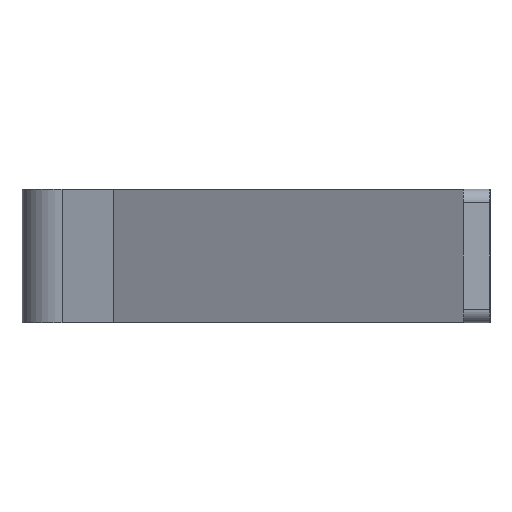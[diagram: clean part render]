
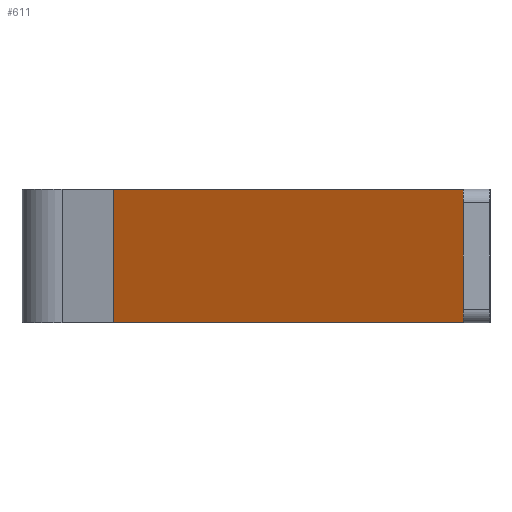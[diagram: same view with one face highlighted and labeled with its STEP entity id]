
A CAD part, left-side view. The second image highlights one B-rep face of the part: STEP entity #611.
In plain terms, the highlighted planar face has unit normal (-0.894, 0.447, 0).
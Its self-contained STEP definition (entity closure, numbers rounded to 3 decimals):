
#38=PLANE('',#682);
#70=FACE_OUTER_BOUND('',#107,.T.);
#107=EDGE_LOOP('',(#534,#535,#536,#537));
#124=LINE('',#895,#191);
#150=LINE('',#958,#217);
#174=LINE('',#1011,#241);
#175=LINE('',#1012,#242);
#191=VECTOR('',#730,10.);
#217=VECTOR('',#788,10.);
#241=VECTOR('',#834,10.);
#242=VECTOR('',#835,10.);
#280=VERTEX_POINT('',#892);
#281=VERTEX_POINT('',#894);
#302=VERTEX_POINT('',#957);
#320=VERTEX_POINT('',#1010);
#341=EDGE_CURVE('',#281,#280,#124,.T.);
#372=EDGE_CURVE('',#281,#302,#150,.T.);
#399=EDGE_CURVE('',#320,#280,#174,.T.);
#400=EDGE_CURVE('',#302,#320,#175,.T.);
#534=ORIENTED_EDGE('',*,*,#341,.T.);
#535=ORIENTED_EDGE('',*,*,#399,.F.);
#536=ORIENTED_EDGE('',*,*,#400,.F.);
#537=ORIENTED_EDGE('',*,*,#372,.F.);
#611=ADVANCED_FACE('',(#70),#38,.T.);
#682=AXIS2_PLACEMENT_3D('',#1009,#832,#833);
#730=DIRECTION('',(0.,0.,1.));
#788=DIRECTION('',(0.447,0.894,0.));
#832=DIRECTION('center_axis',(-0.894,0.447,0.));
#833=DIRECTION('ref_axis',(-0.447,-0.894,0.));
#834=DIRECTION('',(-0.447,-0.894,0.));
#835=DIRECTION('',(0.,0.,1.));
#892=CARTESIAN_POINT('',(-33.913,0.,10.));
#894=CARTESIAN_POINT('',(-33.913,0.,-10.));
#895=CARTESIAN_POINT('',(-33.913,0.,0.));
#957=CARTESIAN_POINT('',(-7.729,52.369,-10.));
#958=CARTESIAN_POINT('',(4.04,75.906,-10.));
#1009=CARTESIAN_POINT('Origin',(-7.729,52.369,0.));
#1010=CARTESIAN_POINT('',(-7.729,52.369,10.));
#1011=CARTESIAN_POINT('',(4.04,75.906,10.));
#1012=CARTESIAN_POINT('',(-7.729,52.369,0.));
